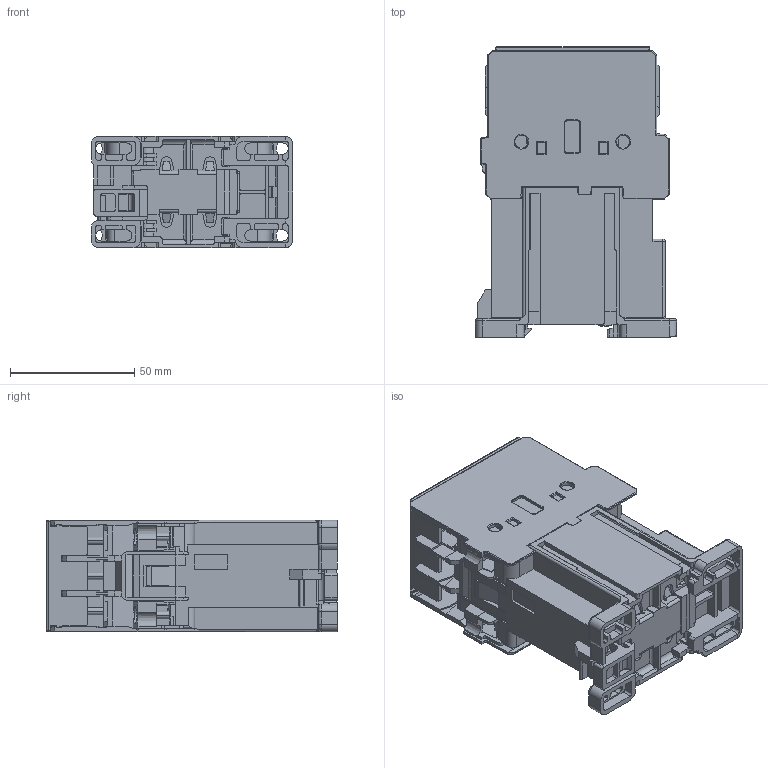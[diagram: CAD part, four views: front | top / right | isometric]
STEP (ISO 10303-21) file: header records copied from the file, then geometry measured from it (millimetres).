
FILE_DESCRIPTION((''),'2;1');
FILE_NAME('CWM25_DC','2017-02-01T',('aljaz.cop'),('Audax d.o.o.'),'CREO PARAMETRIC BY PTC INC, 2015380','CREO PARAMETRIC BY PTC INC, 2015380','');
FILE_SCHEMA(('CONFIG_CONTROL_DESIGN'));
Products named in the file (1): CWM25_DC
Bounding box: 81 x 117 x 45 mm (x, y, z)
Volume: 9598.3 mm3; surface area: 85792.1 mm2
Topology: 18 solids, 26 shells, 2507 faces, 7148 edges, 4652 vertices
Faces by surface type: plane 1737, cylinder 462, extrusion 120, cone 102, torus 70, sphere 8, bspline 8
Entity records: 84116 total; most frequent: CARTESIAN_POINT 19786, ORIENTED_EDGE 14220, DIRECTION 12131, EDGE_CURVE 7144, VECTOR 5193, LINE 5073, VERTEX_POINT 4652, AXIS2_PLACEMENT_3D 3469
